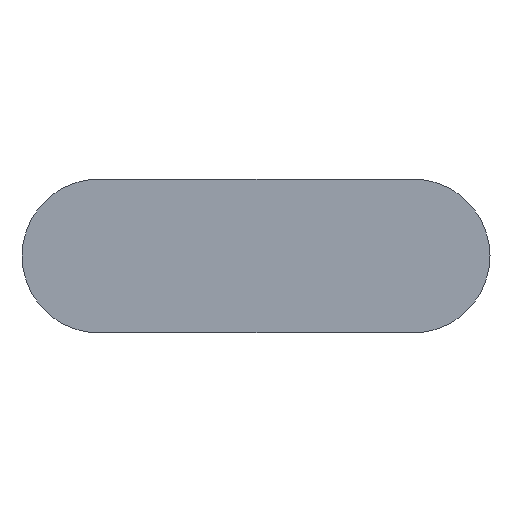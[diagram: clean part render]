
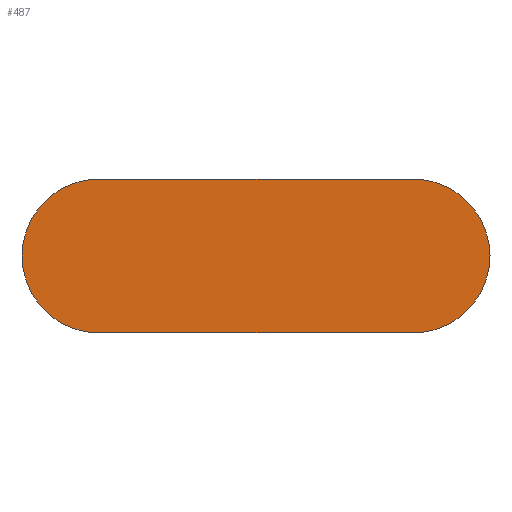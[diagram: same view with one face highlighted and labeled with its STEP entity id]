
A CAD part, left-side view. The second image highlights one B-rep face of the part: STEP entity #487.
In plain terms, the highlighted planar face has unit normal (-1, 0, 0).
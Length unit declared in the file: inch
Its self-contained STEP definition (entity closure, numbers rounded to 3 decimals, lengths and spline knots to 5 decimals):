
#27 = CARTESIAN_POINT ( 'NONE',  ( 0., -0.2245, 0.11 ) ) ;
#34 = CIRCLE ( 'NONE', #386, 0.11 ) ;
#35 = ORIENTED_EDGE ( 'NONE', *, *, #126, .T. ) ;
#36 = EDGE_CURVE ( 'NONE', #333, #182, #547, .T. ) ;
#50 = DIRECTION ( 'NONE',  ( -1., 0., 0. ) ) ;
#56 = CARTESIAN_POINT ( 'NONE',  ( 0., 0.2245, 0. ) ) ;
#59 = CARTESIAN_POINT ( 'NONE',  ( 0., 0.2245, -0.11 ) ) ;
#65 = AXIS2_PLACEMENT_3D ( 'NONE', #374, #275, #479 ) ;
#79 = EDGE_CURVE ( 'NONE', #182, #247, #34, .T. ) ;
#106 = DIRECTION ( 'NONE',  ( 0., 0., 1. ) ) ;
#115 = VECTOR ( 'NONE', #353, 39.37008 ) ;
#126 = EDGE_CURVE ( 'NONE', #247, #587, #596, .T. ) ;
#178 = PLANE ( 'NONE',  #65 ) ;
#182 = VERTEX_POINT ( 'NONE', #556 ) ;
#197 = DIRECTION ( 'NONE',  ( 0., 1., 0. ) ) ;
#200 = CARTESIAN_POINT ( 'NONE',  ( 0., -0.2245, -0.11 ) ) ;
#246 = DIRECTION ( 'NONE',  ( 0., 0., 1. ) ) ;
#247 = VERTEX_POINT ( 'NONE', #513 ) ;
#275 = DIRECTION ( 'NONE',  ( -1., 0., 0. ) ) ;
#333 = VERTEX_POINT ( 'NONE', #27 ) ;
#342 = ORIENTED_EDGE ( 'NONE', *, *, #628, .T. ) ;
#350 = CARTESIAN_POINT ( 'NONE',  ( 0., -0.2245, 0. ) ) ;
#353 = DIRECTION ( 'NONE',  ( 0., -1., 0. ) ) ;
#374 = CARTESIAN_POINT ( 'NONE',  ( 0., -0.2245, 0. ) ) ;
#386 = AXIS2_PLACEMENT_3D ( 'NONE', #56, #445, #246 ) ;
#389 = CARTESIAN_POINT ( 'NONE',  ( 0., -0.2245, 0.11 ) ) ;
#408 = VECTOR ( 'NONE', #197, 39.37008 ) ;
#445 = DIRECTION ( 'NONE',  ( -1., 0., 0. ) ) ;
#479 = DIRECTION ( 'NONE',  ( 0., 0., 1. ) ) ;
#487 = ADVANCED_FACE ( 'NONE', ( #523 ), #178, .T. ) ;
#491 = EDGE_LOOP ( 'NONE', ( #342, #623, #497, #35 ) ) ;
#497 = ORIENTED_EDGE ( 'NONE', *, *, #79, .T. ) ;
#513 = CARTESIAN_POINT ( 'NONE',  ( 0., 0.2245, -0.11 ) ) ;
#523 = FACE_OUTER_BOUND ( 'NONE', #491, .T. ) ;
#547 = LINE ( 'NONE', #389, #408 ) ;
#556 = CARTESIAN_POINT ( 'NONE',  ( 0., 0.2245, 0.11 ) ) ;
#570 = AXIS2_PLACEMENT_3D ( 'NONE', #350, #50, #106 ) ;
#587 = VERTEX_POINT ( 'NONE', #200 ) ;
#592 = CIRCLE ( 'NONE', #570, 0.11 ) ;
#596 = LINE ( 'NONE', #59, #115 ) ;
#623 = ORIENTED_EDGE ( 'NONE', *, *, #36, .T. ) ;
#628 = EDGE_CURVE ( 'NONE', #587, #333, #592, .T. ) ;
